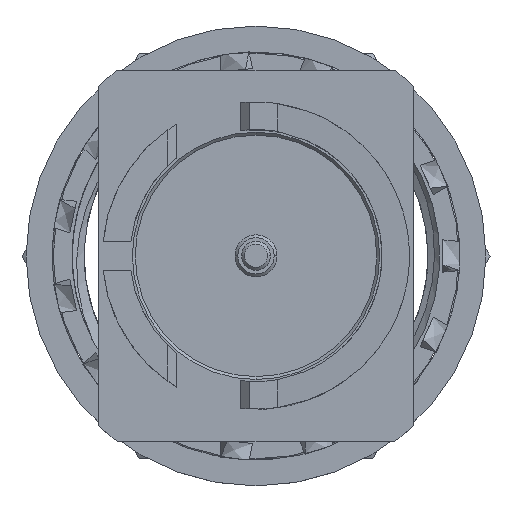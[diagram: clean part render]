
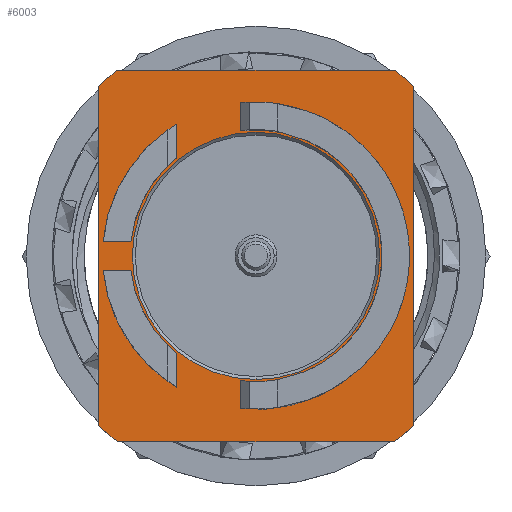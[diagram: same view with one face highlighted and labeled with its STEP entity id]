
A CAD part, top view. The second image highlights one B-rep face of the part: STEP entity #6003.
In plain terms, the highlighted planar face has unit normal (0, 0, 1).
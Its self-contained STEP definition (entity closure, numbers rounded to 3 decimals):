
#1222=DIRECTION('',(0.,1.,0.));
#1223=VECTOR('',#1222,0.956);
#1224=CARTESIAN_POINT('',(-0.53,-5.273,19.1));
#1225=LINE('',#1224,#1223);
#1226=DIRECTION('',(0.,1.,0.));
#1227=VECTOR('',#1226,0.956);
#1228=CARTESIAN_POINT('',(-0.53,4.318,19.1));
#1229=LINE('',#1228,#1227);
#1230=CARTESIAN_POINT('',(0.,0.,19.1));
#1231=DIRECTION('',(0.,0.,1.));
#1232=DIRECTION('',(-0.996,-0.094,0.));
#1233=AXIS2_PLACEMENT_3D('',#1230,#1231,#1232);
#1235=DIRECTION('',(0.,-1.,0.));
#1236=VECTOR('',#1235,1.158);
#1237=CARTESIAN_POINT('',(-2.74,-3.379,19.1));
#1238=LINE('',#1237,#1236);
#1239=CARTESIAN_POINT('',(0.,0.,19.1));
#1240=DIRECTION('',(0.,0.,1.));
#1241=DIRECTION('',(-0.993,-0.115,0.));
#1242=AXIS2_PLACEMENT_3D('',#1239,#1240,#1241);
#1244=DIRECTION('',(1.,0.,0.));
#1245=VECTOR('',#1244,0.955);
#1246=CARTESIAN_POINT('',(-5.276,-0.5,19.1));
#1247=LINE('',#1246,#1245);
#1248=CARTESIAN_POINT('',(0.,0.,19.1));
#1249=DIRECTION('',(0.,0.,1.));
#1250=DIRECTION('',(-0.681,-0.732,0.));
#1251=AXIS2_PLACEMENT_3D('',#1248,#1249,#1250);
#1253=DIRECTION('',(0.,1.,0.));
#1254=VECTOR('',#1253,11.713);
#1255=CARTESIAN_POINT('',(-5.45,-5.856,19.1));
#1256=LINE('',#1255,#1254);
#1257=CARTESIAN_POINT('',(0.,0.,19.1));
#1258=DIRECTION('',(0.,0.,1.));
#1259=DIRECTION('',(-0.597,0.802,0.));
#1260=AXIS2_PLACEMENT_3D('',#1257,#1258,#1259);
#1262=DIRECTION('',(-1.,0.,0.));
#1263=VECTOR('',#1262,9.56);
#1264=CARTESIAN_POINT('',(4.78,6.415,19.1));
#1265=LINE('',#1264,#1263);
#1266=CARTESIAN_POINT('',(0.,0.,19.1));
#1267=DIRECTION('',(0.,0.,1.));
#1268=DIRECTION('',(0.681,0.732,0.));
#1269=AXIS2_PLACEMENT_3D('',#1266,#1267,#1268);
#1271=DIRECTION('',(0.,1.,0.));
#1272=VECTOR('',#1271,11.713);
#1273=CARTESIAN_POINT('',(5.45,-5.856,19.1));
#1274=LINE('',#1273,#1272);
#1275=CARTESIAN_POINT('',(0.,0.,19.1));
#1276=DIRECTION('',(0.,0.,1.));
#1277=DIRECTION('',(0.597,-0.802,0.));
#1278=AXIS2_PLACEMENT_3D('',#1275,#1276,#1277);
#1280=DIRECTION('',(1.,0.,0.));
#1281=VECTOR('',#1280,9.56);
#1282=CARTESIAN_POINT('',(-4.78,-6.415,19.1));
#1283=LINE('',#1282,#1281);
#1284=CARTESIAN_POINT('',(0.,0.,19.1));
#1285=DIRECTION('',(0.,0.,-1.));
#1286=DIRECTION('',(0.,1.,0.));
#1287=AXIS2_PLACEMENT_3D('',#1284,#1285,#1286);
#1289=CARTESIAN_POINT('',(0.,0.,19.1));
#1290=DIRECTION('',(0.,0.,-1.));
#1291=DIRECTION('',(0.,-1.,0.));
#1292=AXIS2_PLACEMENT_3D('',#1289,#1290,#1291);
#1294=CARTESIAN_POINT('',(0.,0.,19.1));
#1295=DIRECTION('',(0.,0.,1.));
#1296=DIRECTION('',(-0.63,0.777,0.));
#1297=AXIS2_PLACEMENT_3D('',#1294,#1295,#1296);
#1299=DIRECTION('',(0.,-1.,0.));
#1300=VECTOR('',#1299,1.158);
#1301=CARTESIAN_POINT('',(-2.74,4.537,19.1));
#1302=LINE('',#1301,#1300);
#1303=CARTESIAN_POINT('',(0.,0.,19.1));
#1304=DIRECTION('',(0.,0.,1.));
#1305=DIRECTION('',(-0.517,0.856,0.));
#1306=AXIS2_PLACEMENT_3D('',#1303,#1304,#1305);
#1308=DIRECTION('',(-1.,0.,0.));
#1309=VECTOR('',#1308,0.955);
#1310=CARTESIAN_POINT('',(-4.321,0.5,19.1));
#1311=LINE('',#1310,#1309);
#1347=CARTESIAN_POINT('',(0.,0.,19.1));
#1348=DIRECTION('',(0.,0.,1.));
#1349=DIRECTION('',(-0.122,-0.993,0.));
#1350=AXIS2_PLACEMENT_3D('',#1347,#1348,#1349);
#1519=CARTESIAN_POINT('',(0.,0.,19.1));
#1520=DIRECTION('',(0.,0.,-1.));
#1521=DIRECTION('',(-0.1,0.995,0.));
#1522=AXIS2_PLACEMENT_3D('',#1519,#1520,#1521);
#2754=CARTESIAN_POINT('',(-5.45,-5.856,19.1));
#2755=CARTESIAN_POINT('',(-4.78,-6.415,19.1));
#2756=VERTEX_POINT('',#2754);
#2757=VERTEX_POINT('',#2755);
#2758=CARTESIAN_POINT('',(4.78,-6.415,19.1));
#2759=CARTESIAN_POINT('',(5.45,-5.856,19.1));
#2760=VERTEX_POINT('',#2758);
#2761=VERTEX_POINT('',#2759);
#2762=CARTESIAN_POINT('',(-4.78,6.415,19.1));
#2763=CARTESIAN_POINT('',(-5.45,5.856,19.1));
#2764=VERTEX_POINT('',#2762);
#2765=VERTEX_POINT('',#2763);
#2766=CARTESIAN_POINT('',(5.45,5.856,19.1));
#2767=CARTESIAN_POINT('',(4.78,6.415,19.1));
#2768=VERTEX_POINT('',#2766);
#2769=VERTEX_POINT('',#2767);
#2942=CARTESIAN_POINT('',(0.,4.27,19.1));
#2943=CARTESIAN_POINT('',(0.,-4.27,19.1));
#2944=VERTEX_POINT('',#2942);
#2945=VERTEX_POINT('',#2943);
#2958=CARTESIAN_POINT('',(-4.321,-0.5,19.1));
#2959=VERTEX_POINT('',#2958);
#2960=CARTESIAN_POINT('',(-4.321,0.5,19.1));
#2961=VERTEX_POINT('',#2960);
#2962=CARTESIAN_POINT('',(-5.276,-0.5,19.1));
#2963=VERTEX_POINT('',#2962);
#2964=CARTESIAN_POINT('',(-5.276,0.5,19.1));
#2965=VERTEX_POINT('',#2964);
#2966=CARTESIAN_POINT('',(-2.74,3.379,19.1));
#2967=VERTEX_POINT('',#2966);
#2968=CARTESIAN_POINT('',(-2.74,-3.379,19.1));
#2969=VERTEX_POINT('',#2968);
#2970=CARTESIAN_POINT('',(-2.74,4.537,19.1));
#2971=VERTEX_POINT('',#2970);
#2972=CARTESIAN_POINT('',(-2.74,-4.537,19.1));
#2973=VERTEX_POINT('',#2972);
#2974=CARTESIAN_POINT('',(-0.53,4.318,19.1));
#2975=CARTESIAN_POINT('',(-0.53,5.273,19.1));
#2976=VERTEX_POINT('',#2974);
#2977=VERTEX_POINT('',#2975);
#2978=CARTESIAN_POINT('',(-0.53,-5.273,19.1));
#2979=CARTESIAN_POINT('',(-0.53,-4.318,19.1));
#2980=VERTEX_POINT('',#2978);
#2981=VERTEX_POINT('',#2979);
#5949=CARTESIAN_POINT('',(0.,0.,19.1));
#5950=DIRECTION('',(0.,0.,1.));
#5951=DIRECTION('',(1.,0.,0.));
#5952=AXIS2_PLACEMENT_3D('',#5949,#5950,#5951);
#5953=PLANE('',#5952);
#5954=ORIENTED_EDGE('',*,*,#5610,.F.);
#5955=ORIENTED_EDGE('',*,*,#5718,.T.);
#5957=ORIENTED_EDGE('',*,*,#5956,.F.);
#5959=ORIENTED_EDGE('',*,*,#5958,.F.);
#5961=ORIENTED_EDGE('',*,*,#5960,.F.);
#5962=ORIENTED_EDGE('',*,*,#5818,.F.);
#5963=ORIENTED_EDGE('',*,*,#5931,.F.);
#5964=ORIENTED_EDGE('',*,*,#5942,.F.);
#5965=EDGE_LOOP('',(#5954,#5955,#5957,#5959,#5961,#5962,#5963,#5964));
#5966=FACE_OUTER_BOUND('',#5965,.F.);
#5968=ORIENTED_EDGE('',*,*,#5967,.T.);
#5970=ORIENTED_EDGE('',*,*,#5969,.F.);
#5972=ORIENTED_EDGE('',*,*,#5971,.F.);
#5974=ORIENTED_EDGE('',*,*,#5973,.F.);
#5975=EDGE_LOOP('',(#5968,#5970,#5972,#5974));
#5976=FACE_BOUND('',#5975,.F.);
#5978=ORIENTED_EDGE('',*,*,#5977,.F.);
#5980=ORIENTED_EDGE('',*,*,#5979,.F.);
#5982=ORIENTED_EDGE('',*,*,#5981,.F.);
#5984=ORIENTED_EDGE('',*,*,#5983,.F.);
#5985=EDGE_LOOP('',(#5978,#5980,#5982,#5984));
#5986=FACE_BOUND('',#5985,.F.);
#5988=ORIENTED_EDGE('',*,*,#5987,.F.);
#5990=ORIENTED_EDGE('',*,*,#5989,.F.);
#5991=EDGE_LOOP('',(#5988,#5990));
#5992=FACE_BOUND('',#5991,.F.);
#5994=ORIENTED_EDGE('',*,*,#5993,.F.);
#5996=ORIENTED_EDGE('',*,*,#5995,.F.);
#5998=ORIENTED_EDGE('',*,*,#5997,.T.);
#6000=ORIENTED_EDGE('',*,*,#5999,.F.);
#6001=EDGE_LOOP('',(#5994,#5996,#5998,#6000));
#6002=FACE_BOUND('',#6001,.F.);
#1234=CIRCLE('',#1233,5.3);
#1243=CIRCLE('',#1242,4.35);
#1252=CIRCLE('',#1251,8.);
#1261=CIRCLE('',#1260,8.);
#1270=CIRCLE('',#1269,8.);
#1279=CIRCLE('',#1278,8.);
#1288=CIRCLE('',#1287,4.27);
#1293=CIRCLE('',#1292,4.27);
#1298=CIRCLE('',#1297,4.35);
#1307=CIRCLE('',#1306,5.3);
#1351=CIRCLE('',#1350,4.35);
#1523=CIRCLE('',#1522,5.3);
#5610=EDGE_CURVE('',#2756,#2757,#1252,.T.);
#5718=EDGE_CURVE('',#2756,#2765,#1256,.T.);
#5818=EDGE_CURVE('',#2761,#2768,#1274,.T.);
#5931=EDGE_CURVE('',#2760,#2761,#1279,.T.);
#5942=EDGE_CURVE('',#2757,#2760,#1283,.T.);
#5956=EDGE_CURVE('',#2764,#2765,#1261,.T.);
#5958=EDGE_CURVE('',#2769,#2764,#1265,.T.);
#5960=EDGE_CURVE('',#2768,#2769,#1270,.T.);
#5967=EDGE_CURVE('',#2963,#2973,#1234,.T.);
#5969=EDGE_CURVE('',#2969,#2973,#1238,.T.);
#5971=EDGE_CURVE('',#2959,#2969,#1243,.T.);
#5973=EDGE_CURVE('',#2963,#2959,#1247,.T.);
#5977=EDGE_CURVE('',#2981,#2976,#1351,.T.);
#5979=EDGE_CURVE('',#2980,#2981,#1225,.T.);
#5981=EDGE_CURVE('',#2977,#2980,#1523,.T.);
#5983=EDGE_CURVE('',#2976,#2977,#1229,.T.);
#5987=EDGE_CURVE('',#2944,#2945,#1288,.T.);
#5989=EDGE_CURVE('',#2945,#2944,#1293,.T.);
#5993=EDGE_CURVE('',#2967,#2961,#1298,.T.);
#5995=EDGE_CURVE('',#2971,#2967,#1302,.T.);
#5997=EDGE_CURVE('',#2971,#2965,#1307,.T.);
#5999=EDGE_CURVE('',#2961,#2965,#1311,.T.);
#6003=ADVANCED_FACE('',(#5966,#5976,#5986,#5992,#6002),#5953,.T.);
